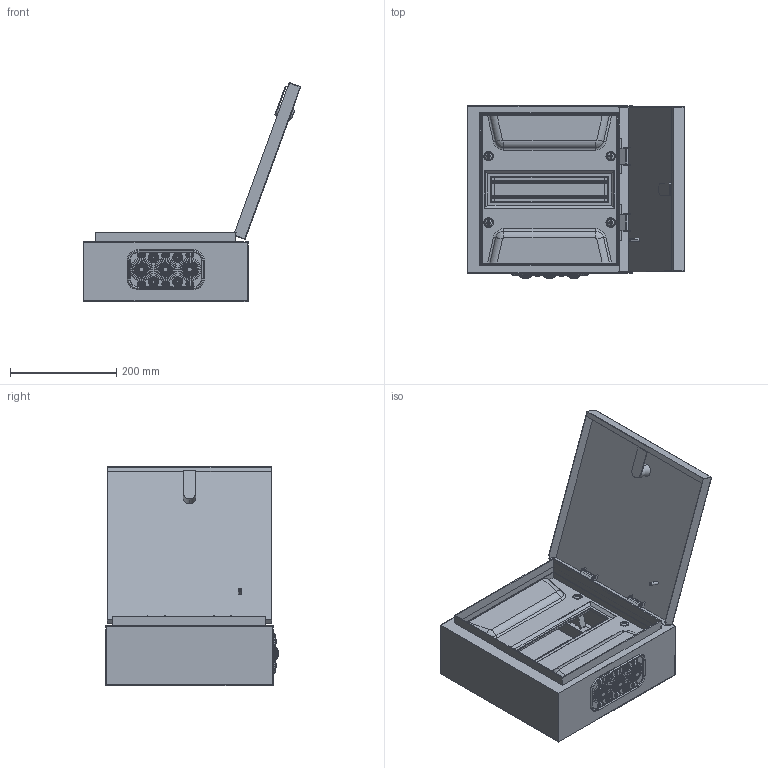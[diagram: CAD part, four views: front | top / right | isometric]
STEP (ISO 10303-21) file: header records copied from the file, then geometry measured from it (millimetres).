
FILE_DESCRIPTION (( 'STEP AP214' ), '1' );
FILE_NAME ('SHRN-12_Universal.STEP', '2016-10-11T08:47:01', ( 'user' ), ( '' ), 'SwSTEP 2.0', 'SolidWorks 2014', '' );
FILE_SCHEMA (( 'AUTOMOTIVE_DESIGN' ));
Length unit declared in the file: millimetre
Products named in the file (12): SHRN-12_Universal; Obolochka_SHRN_Universal_12; Kabel_vvod_├莪牀_0,8 ｬｬ; Panel_ShRN-12; Stoika Shin_‘â®©ª  ¤«ï è¨­; SC GOST 17473_gost_‚¨­â A.M5x10 ƒŽ‘’ 17473-80; DIN-Reika_18 ｢箘ｬ箘｢; Support; Dver_Universal_12; Klipsa; Stoika pan; Panel_12
Assembly tree (19 placements, depth 3):
  SHRN-12_Universal
    Obolochka_SHRN_Universal_12
    Dver_Universal_12
    DIN-Reika_18 ｢箘ｬ箘｢
    Panel_12
      Panel_ShRN-12
      Klipsa  x4
      Stoika pan  x4
    SC GOST 17473_gost_‚¨­â A.M5x10 ƒŽ‘’ 17473-80  x2
    Stoika Shin_‘â®©ª  ¤«ï è¨­  x2
    Support
    Kabel_vvod_├莪牀_0,8 ｬｬ
Bounding box: 409.21 x 324.75 x 412.05 mm (x, y, z)
Volume: 719706.8 mm3; surface area: 1175769.5 mm2
Topology: 22 solids, 22 shells, 2276 faces, 5331 edges, 3204 vertices
Faces by surface type: plane 841, cylinder 673, torus 520, bspline 146, cone 52, sphere 44
Entity records: 49978 total; most frequent: CARTESIAN_POINT 9509, DIRECTION 9139, ORIENTED_EDGE 7852, EDGE_CURVE 3926, AXIS2_PLACEMENT_3D 3665, VERTEX_POINT 2361, CIRCLE 1959, EDGE_LOOP 1933
